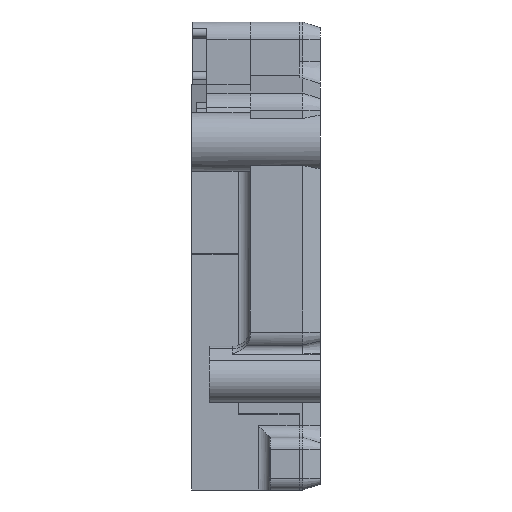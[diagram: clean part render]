
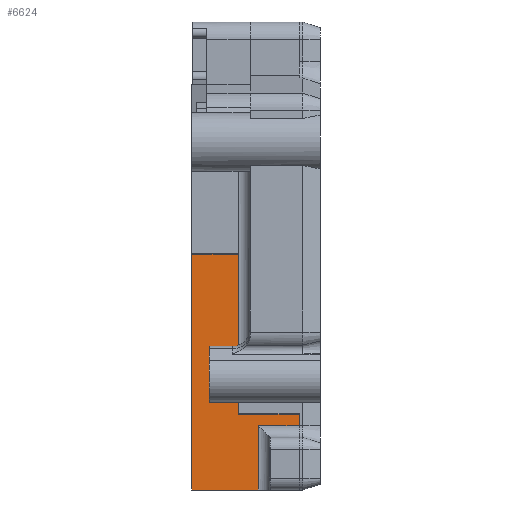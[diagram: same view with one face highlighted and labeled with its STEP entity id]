
A CAD part, left-side view. The second image highlights one B-rep face of the part: STEP entity #6624.
In plain terms, the highlighted planar face has unit normal (-1, 0, 0).
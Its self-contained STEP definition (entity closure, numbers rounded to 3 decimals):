
#834=FACE_OUTER_BOUND('',#1220,.T.);
#1220=EDGE_LOOP('',(#5686,#5687,#5688,#5689,#5690,#5691,#5692,#5693));
#1772=LINE('',#11211,#2418);
#1773=LINE('',#11215,#2419);
#1799=LINE('',#11280,#2445);
#1803=LINE('',#11295,#2449);
#1804=LINE('',#11297,#2450);
#1805=LINE('',#11299,#2451);
#1806=LINE('',#11301,#2452);
#1807=LINE('',#11302,#2453);
#2418=VECTOR('',#8873,10.);
#2419=VECTOR('',#8878,10.);
#2445=VECTOR('',#8938,10.);
#2449=VECTOR('',#8958,10.);
#2450=VECTOR('',#8959,10.);
#2451=VECTOR('',#8960,10.);
#2452=VECTOR('',#8961,10.);
#2453=VECTOR('',#8962,10.);
#3072=VERTEX_POINT('',#11208);
#3073=VERTEX_POINT('',#11210);
#3074=VERTEX_POINT('',#11214);
#3096=VERTEX_POINT('',#11278);
#3099=VERTEX_POINT('',#11294);
#3100=VERTEX_POINT('',#11296);
#3101=VERTEX_POINT('',#11298);
#3102=VERTEX_POINT('',#11300);
#3959=EDGE_CURVE('',#3072,#3073,#1772,.T.);
#3961=EDGE_CURVE('',#3073,#3074,#1773,.T.);
#3994=EDGE_CURVE('',#3072,#3096,#1799,.T.);
#4001=EDGE_CURVE('',#3096,#3099,#1803,.T.);
#4002=EDGE_CURVE('',#3100,#3099,#1804,.T.);
#4003=EDGE_CURVE('',#3100,#3101,#1805,.T.);
#4004=EDGE_CURVE('',#3101,#3102,#1806,.T.);
#4005=EDGE_CURVE('',#3102,#3074,#1807,.T.);
#5686=ORIENTED_EDGE('',*,*,#3959,.F.);
#5687=ORIENTED_EDGE('',*,*,#3994,.T.);
#5688=ORIENTED_EDGE('',*,*,#4001,.T.);
#5689=ORIENTED_EDGE('',*,*,#4002,.F.);
#5690=ORIENTED_EDGE('',*,*,#4003,.T.);
#5691=ORIENTED_EDGE('',*,*,#4004,.T.);
#5692=ORIENTED_EDGE('',*,*,#4005,.T.);
#5693=ORIENTED_EDGE('',*,*,#3961,.F.);
#6286=PLANE('',#7259);
#6624=ADVANCED_FACE('',(#834),#6286,.T.);
#7259=AXIS2_PLACEMENT_3D('',#11293,#8956,#8957);
#8873=DIRECTION('',(0.,1.,0.));
#8878=DIRECTION('',(0.,0.,-1.));
#8938=DIRECTION('',(0.,0.,1.));
#8956=DIRECTION('center_axis',(-1.,0.,0.));
#8957=DIRECTION('ref_axis',(0.,0.,-1.));
#8958=DIRECTION('',(0.,1.,0.));
#8959=DIRECTION('',(0.,0.,-1.));
#8960=DIRECTION('',(0.,1.,0.));
#8961=DIRECTION('',(0.,0.,-1.));
#8962=DIRECTION('',(0.,-1.,0.));
#11208=CARTESIAN_POINT('',(-20.5,-18.4,-29.5));
#11210=CARTESIAN_POINT('',(-20.5,-11.4,-29.5));
#11211=CARTESIAN_POINT('',(-20.5,-9.2,-29.5));
#11214=CARTESIAN_POINT('',(-20.5,-11.4,-40.5));
#11215=CARTESIAN_POINT('',(-20.5,-11.4,-6.708));
#11278=CARTESIAN_POINT('',(-20.5,-18.4,-27.586));
#11280=CARTESIAN_POINT('',(-20.5,-18.4,8.792));
#11293=CARTESIAN_POINT('Origin',(-20.5,0.,
22.583));
#11294=CARTESIAN_POINT('',(-20.5,-8.,-27.586));
#11295=CARTESIAN_POINT('',(-20.5,-9.2,-27.586));
#11296=CARTESIAN_POINT('',(-20.5,-8.,-0.2));
#11297=CARTESIAN_POINT('',(-20.5,-8.,11.292));
#11298=CARTESIAN_POINT('',(-20.5,0.,-0.2));
#11299=CARTESIAN_POINT('',(-20.5,-4.6,-0.2));
#11300=CARTESIAN_POINT('',(-20.5,0.,-40.5));
#11301=CARTESIAN_POINT('',(-20.5,0.,22.583));
#11302=CARTESIAN_POINT('',(-20.5,0.,-40.5));
